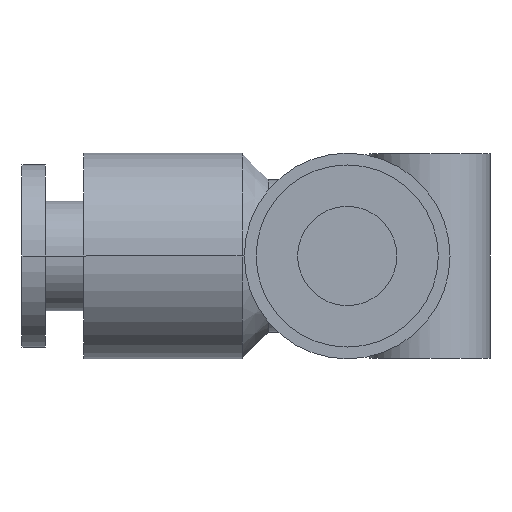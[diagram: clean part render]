
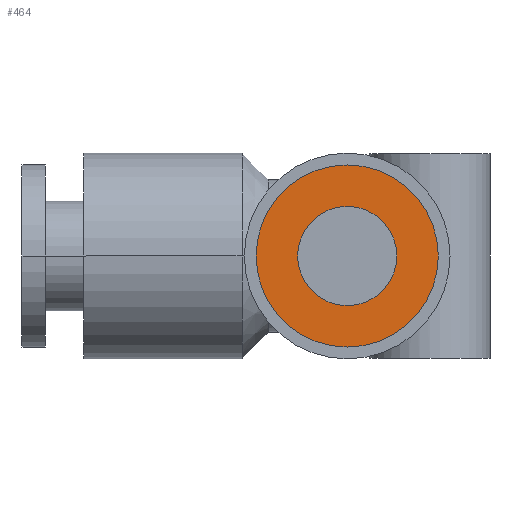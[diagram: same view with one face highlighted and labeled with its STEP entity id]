
A CAD part, front view. The second image highlights one B-rep face of the part: STEP entity #464.
In plain terms, the highlighted planar face has unit normal (0, -1, 0).
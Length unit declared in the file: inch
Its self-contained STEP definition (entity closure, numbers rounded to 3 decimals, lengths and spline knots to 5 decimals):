
#306=CARTESIAN_POINT('',(-0.4505,-0.8485,0.2645));
#307=VERTEX_POINT('',#306);
#323=CARTESIAN_POINT('',(0.0215,-0.8485,0.2645));
#324=VERTEX_POINT('',#323);
#331=CARTESIAN_POINT('',(-0.2145,-0.8485,0.2645));
#332=DIRECTION('',(0.0,-1.0,0.0));
#333=DIRECTION('',(-1.0,0.0,0.0));
#334=AXIS2_PLACEMENT_3D('',#331,#332,#333);
#335=CIRCLE('',#334,0.236);
#336=EDGE_CURVE('',#307,#324,#335,.T.);
#346=CARTESIAN_POINT('',(-0.343,-0.8485,0.2645));
#347=VERTEX_POINT('',#346);
#356=CARTESIAN_POINT('',(-0.086,-0.8485,0.2645));
#357=VERTEX_POINT('',#356);
#358=CARTESIAN_POINT('',(-0.2145,-0.8485,0.2645));
#359=DIRECTION('',(0.0,1.0,0.0));
#360=DIRECTION('',(-1.0,0.0,0.0));
#361=AXIS2_PLACEMENT_3D('',#358,#359,#360);
#362=CIRCLE('',#361,0.1285);
#363=EDGE_CURVE('',#357,#347,#362,.T.);
#397=CARTESIAN_POINT('',(-0.2145,-0.8485,0.2645));
#398=DIRECTION('',(0.0,1.0,0.0));
#399=DIRECTION('',(-1.0,0.0,0.0));
#400=AXIS2_PLACEMENT_3D('',#397,#398,#399);
#401=CIRCLE('',#400,0.1285);
#402=EDGE_CURVE('',#347,#357,#401,.T.);
#439=CARTESIAN_POINT('',(-0.2145,-0.8485,0.2645));
#440=DIRECTION('',(0.0,-1.0,0.0));
#441=DIRECTION('',(-1.0,0.0,0.0));
#442=AXIS2_PLACEMENT_3D('',#439,#440,#441);
#443=CIRCLE('',#442,0.236);
#444=EDGE_CURVE('',#324,#307,#443,.T.);
#451=CARTESIAN_POINT('',(-0.2145,-0.8485,0.2645));
#452=DIRECTION('',(0.0,-1.0,0.0));
#453=DIRECTION('',(-1.0,0.0,0.0));
#454=AXIS2_PLACEMENT_3D('',#451,#452,#453);
#455=PLANE('',#454);
#456=ORIENTED_EDGE('',*,*,#336,.T.);
#457=ORIENTED_EDGE('',*,*,#444,.T.);
#458=EDGE_LOOP('',(#456,#457));
#459=FACE_OUTER_BOUND('',#458,.T.);
#460=ORIENTED_EDGE('',*,*,#402,.T.);
#461=ORIENTED_EDGE('',*,*,#363,.T.);
#462=EDGE_LOOP('',(#460,#461));
#463=FACE_BOUND('',#462,.T.);
#464=ADVANCED_FACE('',(#459,#463),#455,.T.);
